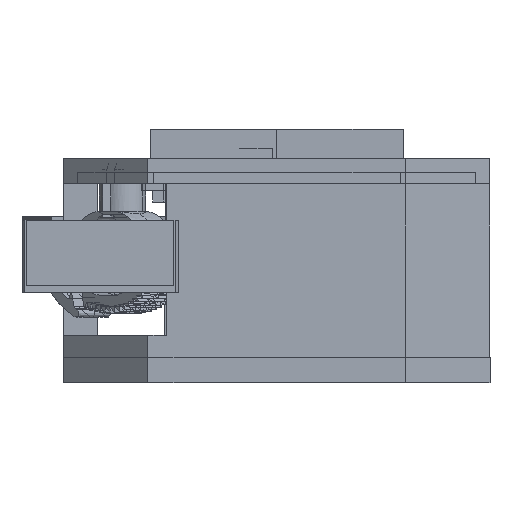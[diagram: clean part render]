
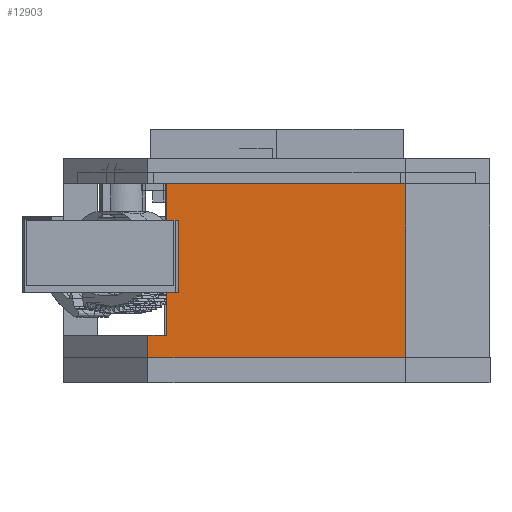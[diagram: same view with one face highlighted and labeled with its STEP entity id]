
A CAD part, left-side view. The second image highlights one B-rep face of the part: STEP entity #12903.
In plain terms, the highlighted face is planar.
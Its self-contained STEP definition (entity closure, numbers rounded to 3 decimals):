
#989 = CARTESIAN_POINT ( 'NONE',  ( 104., 23., 0. ) ) ;
#1455 = LINE ( 'NONE', #8847, #3531 ) ;
#1856 = EDGE_CURVE ( 'NONE', #4946, #6055, #13315, .T. ) ;
#1961 = CARTESIAN_POINT ( 'NONE',  ( 104., -19.736, 4. ) ) ;
#2093 = EDGE_CURVE ( 'NONE', #4832, #2980, #5388, .T. ) ;
#2193 = DIRECTION ( 'NONE',  ( 0., -1., 0. ) ) ;
#2210 = EDGE_CURVE ( 'NONE', #2750, #13018, #11885, .T. ) ;
#2492 = ORIENTED_EDGE ( 'NONE', *, *, #5150, .F. ) ;
#2614 = CARTESIAN_POINT ( 'NONE',  ( 104., -23., 0. ) ) ;
#2750 = VERTEX_POINT ( 'NONE', #11807 ) ;
#2798 = EDGE_LOOP ( 'NONE', ( #2492, #12394, #8846, #4763, #8802, #7738 ) ) ;
#2980 = VERTEX_POINT ( 'NONE', #8347 ) ;
#3276 = EDGE_CURVE ( 'NONE', #2980, #2750, #7550, .T. ) ;
#3284 = CARTESIAN_POINT ( 'NONE',  ( 104., -19.736, 31. ) ) ;
#3531 = VECTOR ( 'NONE', #6664, 1000. ) ;
#3760 = DIRECTION ( 'NONE',  ( -1., 0., 0. ) ) ;
#4105 = CARTESIAN_POINT ( 'NONE',  ( 104., -23., 31. ) ) ;
#4576 = CARTESIAN_POINT ( 'NONE',  ( 104., -23., 4. ) ) ;
#4763 = ORIENTED_EDGE ( 'NONE', *, *, #2210, .T. ) ;
#4768 = FACE_OUTER_BOUND ( 'NONE', #2798, .T. ) ;
#4832 = VERTEX_POINT ( 'NONE', #1961 ) ;
#4946 = VERTEX_POINT ( 'NONE', #3284 ) ;
#5150 = EDGE_CURVE ( 'NONE', #4832, #4946, #12621, .T. ) ;
#5388 = LINE ( 'NONE', #4576, #12119 ) ;
#5398 = EDGE_CURVE ( 'NONE', #6055, #13018, #1455, .T. ) ;
#5718 = VECTOR ( 'NONE', #7100, 1000. ) ;
#6055 = VERTEX_POINT ( 'NONE', #11648 ) ;
#6479 = DIRECTION ( 'NONE',  ( 0., 0., 1. ) ) ;
#6664 = DIRECTION ( 'NONE',  ( 0., 0., -1. ) ) ;
#7100 = DIRECTION ( 'NONE',  ( 0., 1., 0. ) ) ;
#7327 = AXIS2_PLACEMENT_3D ( 'NONE', #13022, #3760, #2193 ) ;
#7550 = LINE ( 'NONE', #12539, #12340 ) ;
#7738 = ORIENTED_EDGE ( 'NONE', *, *, #1856, .F. ) ;
#7904 = DIRECTION ( 'NONE',  ( 0., 1., 0. ) ) ;
#8016 = VECTOR ( 'NONE', #7904, 1000. ) ;
#8347 = CARTESIAN_POINT ( 'NONE',  ( 104., -23., 4. ) ) ;
#8733 = DIRECTION ( 'NONE',  ( 0., -1., 0. ) ) ;
#8802 = ORIENTED_EDGE ( 'NONE', *, *, #5398, .F. ) ;
#8846 = ORIENTED_EDGE ( 'NONE', *, *, #3276, .T. ) ;
#8847 = CARTESIAN_POINT ( 'NONE',  ( 104., 23., 31. ) ) ;
#8923 = PLANE ( 'NONE',  #7327 ) ;
#10014 = VECTOR ( 'NONE', #6479, 1000. ) ;
#10730 = DIRECTION ( 'NONE',  ( 0., 0., -1. ) ) ;
#11616 = CARTESIAN_POINT ( 'NONE',  ( 104., -19.736, 31. ) ) ;
#11648 = CARTESIAN_POINT ( 'NONE',  ( 104., 23., 31. ) ) ;
#11807 = CARTESIAN_POINT ( 'NONE',  ( 104., -23., 0. ) ) ;
#11885 = LINE ( 'NONE', #2614, #8016 ) ;
#12119 = VECTOR ( 'NONE', #8733, 1000. ) ;
#12340 = VECTOR ( 'NONE', #10730, 1000. ) ;
#12394 = ORIENTED_EDGE ( 'NONE', *, *, #2093, .T. ) ;
#12539 = CARTESIAN_POINT ( 'NONE',  ( 104., -23., 31. ) ) ;
#12621 = LINE ( 'NONE', #11616, #10014 ) ;
#12903 = ADVANCED_FACE ( 'NONE', ( #4768 ), #8923, .F. ) ;
#13018 = VERTEX_POINT ( 'NONE', #989 ) ;
#13022 = CARTESIAN_POINT ( 'NONE',  ( 104., -23., 31. ) ) ;
#13315 = LINE ( 'NONE', #4105, #5718 ) ;
